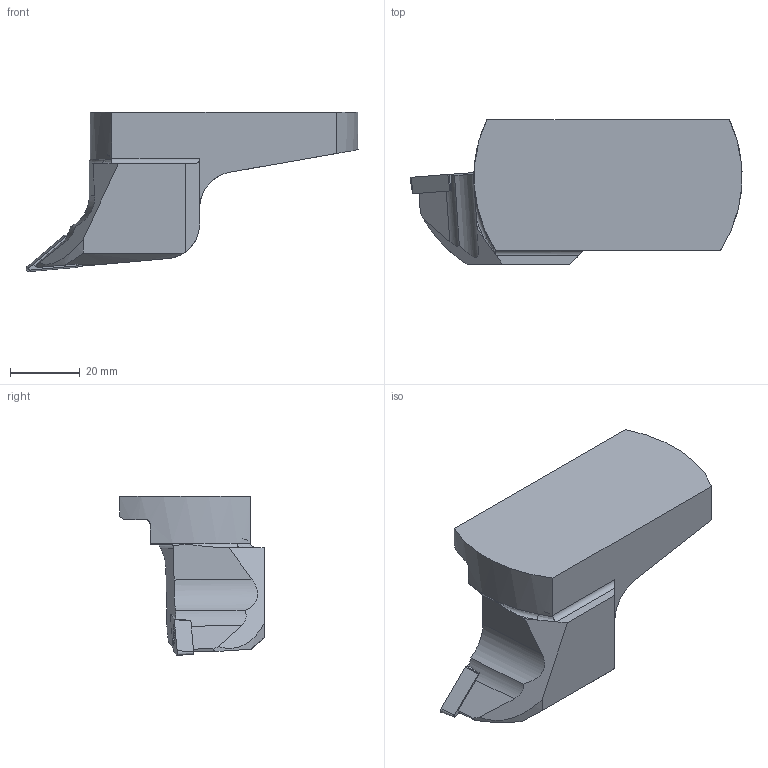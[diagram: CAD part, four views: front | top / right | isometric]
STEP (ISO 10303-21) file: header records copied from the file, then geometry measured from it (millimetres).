
FILE_DESCRIPTION(/* description */ (''),/* implementation_level */ '2;1');
FILE_NAME(/* name */ '1642514983674.stp',/* time_stamp */ '2022-01-18T19:40:13+05:00',/* author */ (''),/* organization */ ('SMS'),/* preprocessor_version */ 'ST-DEVELOPER v16.7',/* originating_system */ 'SIEMENS PLM Software NX 12.0',/* authorisation */ '');
FILE_SCHEMA (('AUTOMOTIVE_DESIGN { 1 0 10303 214 3 1 1 1 }'));
Length unit declared in the file: millimetre
Products named in the file (4): ASSEMBLY_CONSTRUCTION; IsoTurningInsert; 201794339mod000_01; 201794337mod000_01
Assembly tree (3 placements, depth 2):
  201794337mod000_01
    201794339mod000_01
    IsoTurningInsert
    ASSEMBLY_CONSTRUCTION
Bounding box: 95.34 x 41.5 x 45.7 mm (x, y, z)
Volume: 60816.8 mm3; surface area: 12761.9 mm2
Topology: 2 solids, 2 shells, 59 faces, 156 edges, 110 vertices
Faces by surface type: plane 32, cylinder 14, cone 7, torus 5, bspline 1
Full cylindrical faces by diameter (mm): 4.4 x2
Entity records: 2100 total; most frequent: CARTESIAN_POINT 482, DIRECTION 325, ORIENTED_EDGE 286, EDGE_CURVE 143, AXIS2_PLACEMENT_3D 125, VERTEX_POINT 98, LINE 75, VECTOR 75
